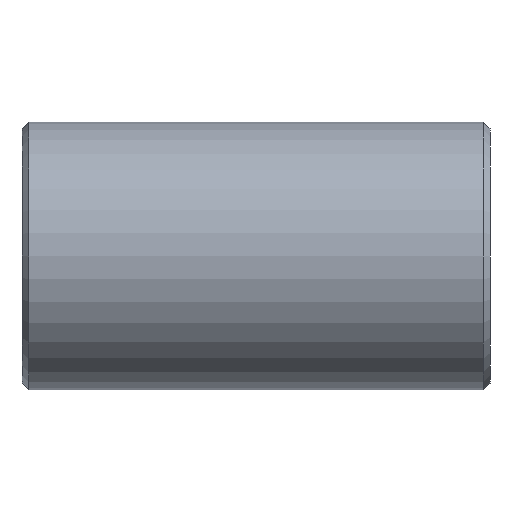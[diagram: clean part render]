
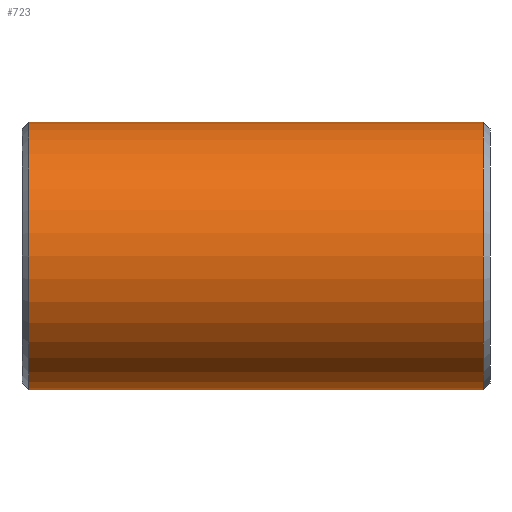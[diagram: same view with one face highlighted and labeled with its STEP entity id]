
A CAD part, left-side view. The second image highlights one B-rep face of the part: STEP entity #723.
In plain terms, the highlighted cylindrical face has radius 10 mm (diameter 20 mm), a full revolution.
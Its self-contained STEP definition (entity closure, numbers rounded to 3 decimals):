
#28=CYLINDRICAL_SURFACE('',#808,10.);
#77=FACE_OUTER_BOUND('',#124,.T.);
#124=EDGE_LOOP('',(#516,#517,#518,#519,#520,#521,#522,#523,#524,#525,#526,
#527,#528,#529));
#170=LINE('',#1189,#205);
#171=LINE('',#1193,#206);
#172=LINE('',#1197,#207);
#173=LINE('',#1204,#208);
#205=VECTOR('',#965,10.);
#206=VECTOR('',#968,10.);
#207=VECTOR('',#971,10.);
#208=VECTOR('',#978,10.);
#245=CIRCLE('',#806,10.);
#246=CIRCLE('',#807,10.);
#247=CIRCLE('',#809,10.);
#248=CIRCLE('',#810,10.);
#249=CIRCLE('',#811,10.);
#250=CIRCLE('',#812,10.);
#251=CIRCLE('',#813,10.);
#252=CIRCLE('',#814,10.);
#306=VERTEX_POINT('',#1182);
#307=VERTEX_POINT('',#1184);
#308=VERTEX_POINT('',#1188);
#309=VERTEX_POINT('',#1190);
#310=VERTEX_POINT('',#1192);
#311=VERTEX_POINT('',#1194);
#312=VERTEX_POINT('',#1196);
#313=VERTEX_POINT('',#1198);
#314=VERTEX_POINT('',#1201);
#315=VERTEX_POINT('',#1203);
#383=EDGE_CURVE('',#306,#307,#245,.T.);
#384=EDGE_CURVE('',#307,#306,#246,.T.);
#385=EDGE_CURVE('',#307,#308,#170,.T.);
#386=EDGE_CURVE('',#308,#309,#247,.T.);
#387=EDGE_CURVE('',#310,#309,#171,.T.);
#388=EDGE_CURVE('',#311,#310,#248,.T.);
#389=EDGE_CURVE('',#311,#312,#172,.T.);
#390=EDGE_CURVE('',#313,#312,#249,.T.);
#391=EDGE_CURVE('',#312,#313,#250,.T.);
#392=EDGE_CURVE('',#314,#311,#251,.T.);
#393=EDGE_CURVE('',#315,#314,#173,.T.);
#394=EDGE_CURVE('',#315,#308,#252,.T.);
#516=ORIENTED_EDGE('',*,*,#383,.F.);
#517=ORIENTED_EDGE('',*,*,#384,.F.);
#518=ORIENTED_EDGE('',*,*,#385,.T.);
#519=ORIENTED_EDGE('',*,*,#386,.T.);
#520=ORIENTED_EDGE('',*,*,#387,.F.);
#521=ORIENTED_EDGE('',*,*,#388,.F.);
#522=ORIENTED_EDGE('',*,*,#389,.T.);
#523=ORIENTED_EDGE('',*,*,#390,.F.);
#524=ORIENTED_EDGE('',*,*,#391,.F.);
#525=ORIENTED_EDGE('',*,*,#389,.F.);
#526=ORIENTED_EDGE('',*,*,#392,.F.);
#527=ORIENTED_EDGE('',*,*,#393,.F.);
#528=ORIENTED_EDGE('',*,*,#394,.T.);
#529=ORIENTED_EDGE('',*,*,#385,.F.);
#723=ADVANCED_FACE('',(#77),#28,.T.);
#806=AXIS2_PLACEMENT_3D('',#1185,#959,#960);
#807=AXIS2_PLACEMENT_3D('',#1186,#961,#962);
#808=AXIS2_PLACEMENT_3D('',#1187,#963,#964);
#809=AXIS2_PLACEMENT_3D('',#1191,#966,#967);
#810=AXIS2_PLACEMENT_3D('',#1195,#969,#970);
#811=AXIS2_PLACEMENT_3D('',#1199,#972,#973);
#812=AXIS2_PLACEMENT_3D('',#1200,#974,#975);
#813=AXIS2_PLACEMENT_3D('',#1202,#976,#977);
#814=AXIS2_PLACEMENT_3D('',#1205,#979,#980);
#959=DIRECTION('center_axis',(0.,1.,0.));
#960=DIRECTION('ref_axis',(1.,0.,0.));
#961=DIRECTION('center_axis',(0.,1.,0.));
#962=DIRECTION('ref_axis',(1.,0.,0.));
#963=DIRECTION('center_axis',(0.,1.,0.));
#964=DIRECTION('ref_axis',(-1.,0.,0.));
#965=DIRECTION('',(0.,-1.,0.));
#966=DIRECTION('center_axis',(0.,1.,0.));
#967=DIRECTION('ref_axis',(-1.,0.,0.));
#968=DIRECTION('',(0.,1.,0.));
#969=DIRECTION('center_axis',(0.,1.,0.));
#970=DIRECTION('ref_axis',(-1.,0.,0.));
#971=DIRECTION('',(0.,-1.,0.));
#972=DIRECTION('center_axis',(0.,-1.,0.));
#973=DIRECTION('ref_axis',(1.,0.,0.));
#974=DIRECTION('center_axis',(0.,-1.,0.));
#975=DIRECTION('ref_axis',(1.,0.,0.));
#976=DIRECTION('center_axis',(0.,1.,0.));
#977=DIRECTION('ref_axis',(-1.,0.,0.));
#978=DIRECTION('',(0.,-1.,0.));
#979=DIRECTION('center_axis',(0.,1.,0.));
#980=DIRECTION('ref_axis',(-1.,0.,0.));
#1182=CARTESIAN_POINT('',(-10.,34.5,0.));
#1184=CARTESIAN_POINT('',(10.,34.5,0.));
#1185=CARTESIAN_POINT('Origin',(0.,34.5,0.));
#1186=CARTESIAN_POINT('Origin',(0.,34.5,0.));
#1187=CARTESIAN_POINT('Origin',(0.,1.,
0.));
#1188=CARTESIAN_POINT('',(10.,30.,0.));
#1189=CARTESIAN_POINT('',(10.,1.,0.));
#1190=CARTESIAN_POINT('',(7.158,30.,-6.983));
#1191=CARTESIAN_POINT('Origin',(0.,30.,0.));
#1192=CARTESIAN_POINT('',(7.158,2.,-6.983));
#1193=CARTESIAN_POINT('',(7.158,15.,-6.983));
#1194=CARTESIAN_POINT('',(10.,2.,0.));
#1195=CARTESIAN_POINT('Origin',(0.,2.,0.));
#1196=CARTESIAN_POINT('',(10.,0.5,0.));
#1197=CARTESIAN_POINT('',(10.,1.,0.));
#1198=CARTESIAN_POINT('',(-10.,0.5,0.));
#1199=CARTESIAN_POINT('Origin',(0.,0.5,0.));
#1200=CARTESIAN_POINT('Origin',(0.,0.5,0.));
#1201=CARTESIAN_POINT('',(7.158,2.,6.983));
#1202=CARTESIAN_POINT('Origin',(0.,2.,0.));
#1203=CARTESIAN_POINT('',(7.158,30.,6.983));
#1204=CARTESIAN_POINT('',(7.158,15.,6.983));
#1205=CARTESIAN_POINT('Origin',(0.,30.,0.));
